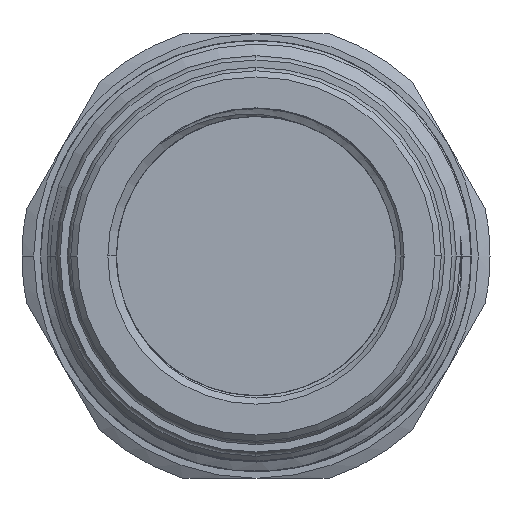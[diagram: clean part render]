
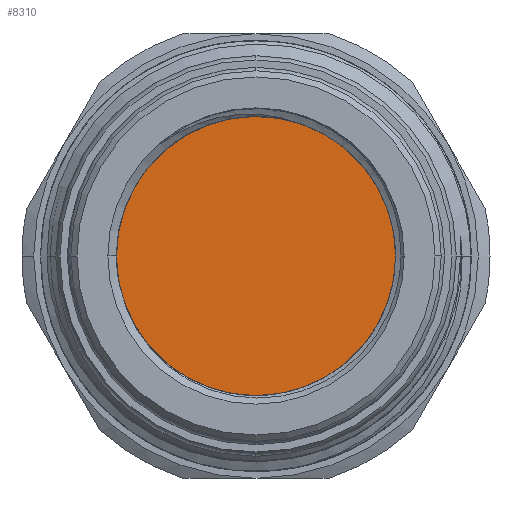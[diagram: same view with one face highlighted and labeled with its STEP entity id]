
A CAD part, left-side view. The second image highlights one B-rep face of the part: STEP entity #8310.
In plain terms, the highlighted planar face has unit normal (-1, 0, 0).
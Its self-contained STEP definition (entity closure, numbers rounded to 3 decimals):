
#3239 = DIRECTION ( 'NONE',  ( 0., 0., 1. ) ) ;
#4435 = AXIS2_PLACEMENT_3D ( 'NONE', #14204, #9388, #3239 ) ;
#4452 = EDGE_CURVE ( 'NONE', #15764, #9724, #12726, .T. ) ;
#4585 = ORIENTED_EDGE ( 'NONE', *, *, #4452, .T. ) ;
#5094 = FACE_OUTER_BOUND ( 'NONE', #11519, .T. ) ;
#5176 = CARTESIAN_POINT ( 'NONE',  ( 6.15, -11.3, 0. ) ) ;
#5458 = EDGE_CURVE ( 'NONE', #9724, #15764, #11743, .T. ) ;
#5731 = PLANE ( 'NONE',  #9856 ) ;
#5906 = DIRECTION ( 'NONE',  ( -1., 0., 0. ) ) ;
#6771 = DIRECTION ( 'NONE',  ( 0., 0., 1. ) ) ;
#8211 = ORIENTED_EDGE ( 'NONE', *, *, #5458, .T. ) ;
#8310 = ADVANCED_FACE ( 'NONE', ( #5094 ), #5731, .T. ) ;
#8354 = CARTESIAN_POINT ( 'NONE',  ( 6.15, 0., 0. ) ) ;
#9388 = DIRECTION ( 'NONE',  ( -1., 0., 0. ) ) ;
#9391 = AXIS2_PLACEMENT_3D ( 'NONE', #10420, #14187, #6771 ) ;
#9614 = DIRECTION ( 'NONE',  ( 0., 0., 1. ) ) ;
#9724 = VERTEX_POINT ( 'NONE', #5176 ) ;
#9856 = AXIS2_PLACEMENT_3D ( 'NONE', #8354, #5906, #9614 ) ;
#10420 = CARTESIAN_POINT ( 'NONE',  ( 6.15, 0., 0. ) ) ;
#11390 = CARTESIAN_POINT ( 'NONE',  ( 6.15, 11.3, 0. ) ) ;
#11519 = EDGE_LOOP ( 'NONE', ( #8211, #4585 ) ) ;
#11743 = CIRCLE ( 'NONE', #9391, 11.3 ) ;
#12726 = CIRCLE ( 'NONE', #4435, 11.3 ) ;
#14187 = DIRECTION ( 'NONE',  ( -1., 0., 0. ) ) ;
#14204 = CARTESIAN_POINT ( 'NONE',  ( 6.15, 0., 0. ) ) ;
#15764 = VERTEX_POINT ( 'NONE', #11390 ) ;
